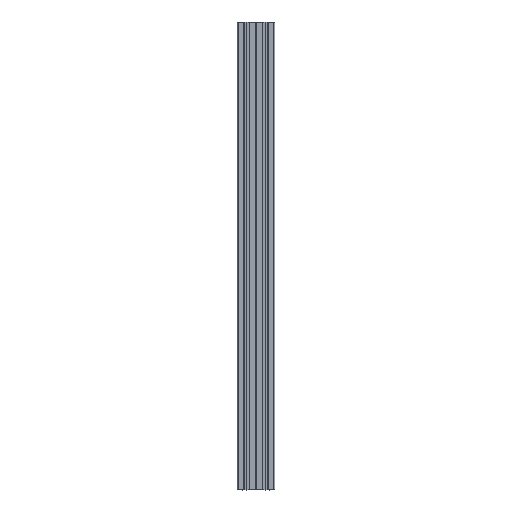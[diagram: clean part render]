
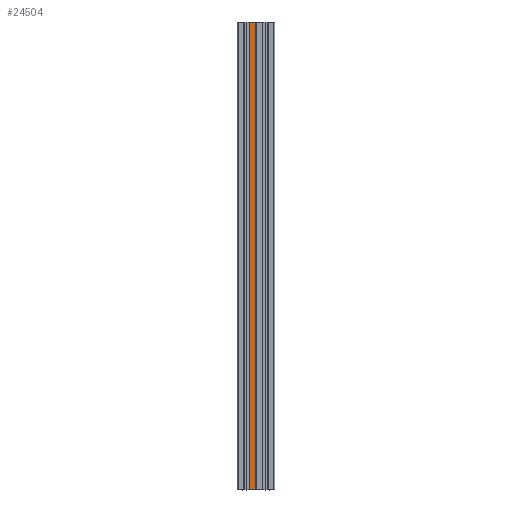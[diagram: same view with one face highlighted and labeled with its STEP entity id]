
A CAD part, left-side view. The second image highlights one B-rep face of the part: STEP entity #24504.
In plain terms, the highlighted planar face has unit normal (-1, 0, 0).
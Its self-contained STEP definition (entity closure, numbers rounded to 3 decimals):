
#591 = DIRECTION ( 'NONE',  ( -1., 0., 0. ) ) ;
#1864 = CARTESIAN_POINT ( 'NONE',  ( -20., -6.325, -1000. ) ) ;
#2020 = VECTOR ( 'NONE', #24130, 1000. ) ;
#2099 = VECTOR ( 'NONE', #19176, 1000. ) ;
#2331 = CARTESIAN_POINT ( 'NONE',  ( -20., -6.325, 0.1 ) ) ;
#2334 = PLANE ( 'NONE',  #4761 ) ;
#4316 = CARTESIAN_POINT ( 'NONE',  ( -20., -19.75, -1000. ) ) ;
#4446 = VECTOR ( 'NONE', #11944, 1000. ) ;
#4761 = AXIS2_PLACEMENT_3D ( 'NONE', #12217, #591, #21187 ) ;
#5142 = ORIENTED_EDGE ( 'NONE', *, *, #19728, .T. ) ;
#5340 = VERTEX_POINT ( 'NONE', #16763 ) ;
#6245 = LINE ( 'NONE', #13746, #19897 ) ;
#7400 = CARTESIAN_POINT ( 'NONE',  ( -20., -19.75, 0.1 ) ) ;
#7935 = LINE ( 'NONE', #9706, #2099 ) ;
#9706 = CARTESIAN_POINT ( 'NONE',  ( -20., -5.1, -1000. ) ) ;
#11032 = VERTEX_POINT ( 'NONE', #1864 ) ;
#11646 = EDGE_CURVE ( 'NONE', #5340, #18541, #21421, .T. ) ;
#11944 = DIRECTION ( 'NONE',  ( 0., 0., 1. ) ) ;
#12217 = CARTESIAN_POINT ( 'NONE',  ( -20., -5.1, -1028.284 ) ) ;
#13746 = CARTESIAN_POINT ( 'NONE',  ( -20., -6.325, 0.1 ) ) ;
#13972 = VERTEX_POINT ( 'NONE', #2331 ) ;
#14177 = EDGE_LOOP ( 'NONE', ( #22419, #5142, #14954, #16604 ) ) ;
#14954 = ORIENTED_EDGE ( 'NONE', *, *, #18578, .F. ) ;
#15826 = FACE_OUTER_BOUND ( 'NONE', #14177, .T. ) ;
#16504 = CARTESIAN_POINT ( 'NONE',  ( -20., -5.1, 0.1 ) ) ;
#16604 = ORIENTED_EDGE ( 'NONE', *, *, #21709, .T. ) ;
#16763 = CARTESIAN_POINT ( 'NONE',  ( -20., -19.75, -1000. ) ) ;
#18541 = VERTEX_POINT ( 'NONE', #7400 ) ;
#18578 = EDGE_CURVE ( 'NONE', #11032, #13972, #6245, .T. ) ;
#19176 = DIRECTION ( 'NONE',  ( 0., -1., 0. ) ) ;
#19728 = EDGE_CURVE ( 'NONE', #18541, #13972, #20250, .T. ) ;
#19897 = VECTOR ( 'NONE', #23473, 1000. ) ;
#20250 = LINE ( 'NONE', #16504, #2020 ) ;
#21187 = DIRECTION ( 'NONE',  ( 0., 1., 0. ) ) ;
#21421 = LINE ( 'NONE', #4316, #4446 ) ;
#21709 = EDGE_CURVE ( 'NONE', #11032, #5340, #7935, .T. ) ;
#22419 = ORIENTED_EDGE ( 'NONE', *, *, #11646, .T. ) ;
#23473 = DIRECTION ( 'NONE',  ( 0., 0., 1. ) ) ;
#24130 = DIRECTION ( 'NONE',  ( 0., 1., 0. ) ) ;
#24504 = ADVANCED_FACE ( 'NONE', ( #15826 ), #2334, .T. ) ;
